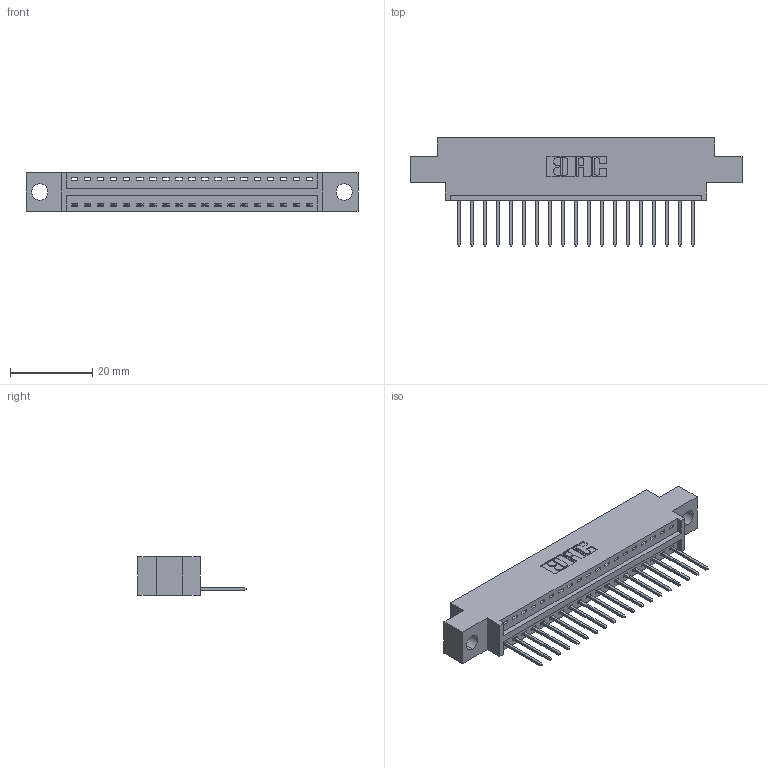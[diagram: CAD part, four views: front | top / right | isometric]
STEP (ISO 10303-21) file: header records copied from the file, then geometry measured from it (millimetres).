
FILE_DESCRIPTION (( 'STEP AP203' ), '1' );
FILE_NAME ('346-019-522-604.STEP', '2022-05-05T15:16:37', ( '' ), ( '' ), 'SwSTEP 2.0', 'SolidWorks 2020', '' );
FILE_SCHEMA (( 'CONFIG_CONTROL_DESIGN' ));
Length unit declared in the file: inch
Products named in the file (3): 345-292-001_345-293-122; 346 Part_0.170 Offset - 0.156 Dia-TH; 346-019-522-604
Assembly tree (20 placements, depth 2):
  346-019-522-604
    346 Part_0.170 Offset - 0.156 Dia-TH
    345-292-001_345-293-122  x19
Bounding box: 80.9 x 26.42 x 9.4 mm (x, y, z)
Volume: 7327.2 mm3; surface area: 8977.4 mm2
Topology: 20 solids, 20 shells, 1242 faces, 3721 edges, 2454 vertices
Faces by surface type: plane 854, cylinder 388
Entity records: 15457 total; most frequent: CARTESIAN_POINT 2667, ORIENTED_EDGE 2618, DIRECTION 2379, EDGE_CURVE 1309, LINE 1101, VECTOR 1101, VERTEX_POINT 870, AXIS2_PLACEMENT_3D 639
